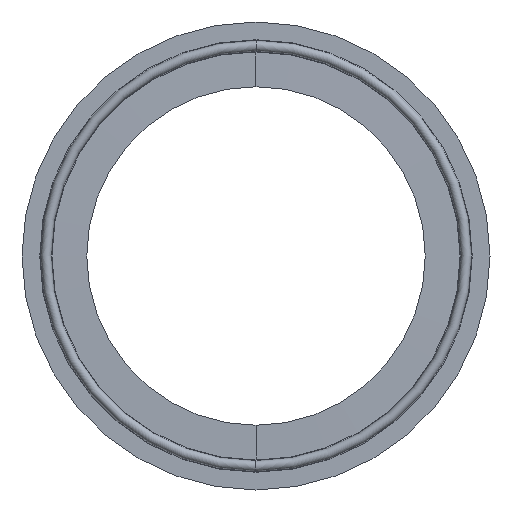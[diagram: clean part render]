
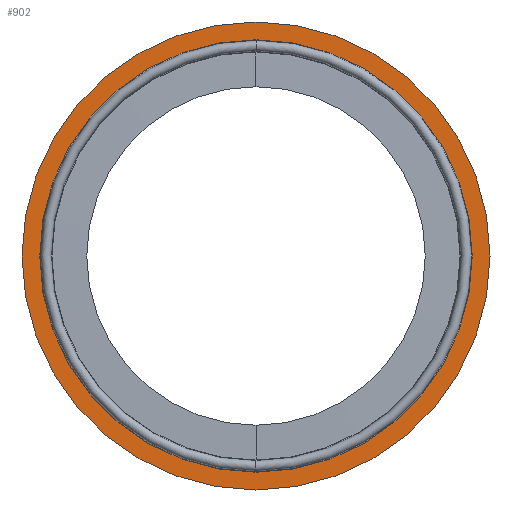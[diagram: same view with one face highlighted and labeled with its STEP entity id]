
A CAD part, left-side view. The second image highlights one B-rep face of the part: STEP entity #902.
In plain terms, the highlighted planar face has unit normal (-1, 0, 0).
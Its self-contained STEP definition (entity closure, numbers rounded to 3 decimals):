
#4 = DIRECTION ( 'NONE',  ( -1., 0., 0. ) ) ;
#76 = AXIS2_PLACEMENT_3D ( 'NONE', #417, #282, #698 ) ;
#98 = DIRECTION ( 'NONE',  ( 0., 0., -1. ) ) ;
#108 = FACE_OUTER_BOUND ( 'NONE', #576, .T. ) ;
#109 = DIRECTION ( 'NONE',  ( 0., 0., -1. ) ) ;
#121 = AXIS2_PLACEMENT_3D ( 'NONE', #738, #812, #109 ) ;
#148 = DIRECTION ( 'NONE',  ( 0., 0., 1. ) ) ;
#158 = DIRECTION ( 'NONE',  ( 1., 0., 0. ) ) ;
#167 = VERTEX_POINT ( 'NONE', #577 ) ;
#193 = VERTEX_POINT ( 'NONE', #359 ) ;
#210 = AXIS2_PLACEMENT_3D ( 'NONE', #592, #303, #871 ) ;
#252 = AXIS2_PLACEMENT_3D ( 'NONE', #794, #158, #98 ) ;
#255 = CIRCLE ( 'NONE', #285, 54. ) ;
#282 = DIRECTION ( 'NONE',  ( 1., 0., 0. ) ) ;
#283 = ORIENTED_EDGE ( 'NONE', *, *, #639, .T. ) ;
#285 = AXIS2_PLACEMENT_3D ( 'NONE', #786, #4, #148 ) ;
#303 = DIRECTION ( 'NONE',  ( -1., 0., 0. ) ) ;
#318 = CIRCLE ( 'NONE', #121, 49.9 ) ;
#359 = CARTESIAN_POINT ( 'NONE',  ( -0.9, 0., -54. ) ) ;
#398 = ORIENTED_EDGE ( 'NONE', *, *, #414, .T. ) ;
#414 = EDGE_CURVE ( 'NONE', #860, #167, #422, .T. ) ;
#417 = CARTESIAN_POINT ( 'NONE',  ( -0.9, 0., 0. ) ) ;
#422 = CIRCLE ( 'NONE', #76, 49.9 ) ;
#436 = EDGE_LOOP ( 'NONE', ( #653, #398 ) ) ;
#471 = ORIENTED_EDGE ( 'NONE', *, *, #533, .T. ) ;
#533 = EDGE_CURVE ( 'NONE', #683, #193, #255, .T. ) ;
#576 = EDGE_LOOP ( 'NONE', ( #471, #283 ) ) ;
#577 = CARTESIAN_POINT ( 'NONE',  ( -0.9, 0., -49.9 ) ) ;
#592 = CARTESIAN_POINT ( 'NONE',  ( -0.9, 0., 0. ) ) ;
#606 = CIRCLE ( 'NONE', #210, 54. ) ;
#639 = EDGE_CURVE ( 'NONE', #193, #683, #606, .T. ) ;
#653 = ORIENTED_EDGE ( 'NONE', *, *, #675, .T. ) ;
#675 = EDGE_CURVE ( 'NONE', #167, #860, #318, .T. ) ;
#683 = VERTEX_POINT ( 'NONE', #749 ) ;
#698 = DIRECTION ( 'NONE',  ( 0., 0., -1. ) ) ;
#725 = PLANE ( 'NONE',  #252 ) ;
#731 = FACE_BOUND ( 'NONE', #436, .T. ) ;
#738 = CARTESIAN_POINT ( 'NONE',  ( -0.9, 0., 0. ) ) ;
#749 = CARTESIAN_POINT ( 'NONE',  ( -0.9, 0., 54. ) ) ;
#786 = CARTESIAN_POINT ( 'NONE',  ( -0.9, 0., 0. ) ) ;
#794 = CARTESIAN_POINT ( 'NONE',  ( -0.9, 49.7, 0. ) ) ;
#811 = CARTESIAN_POINT ( 'NONE',  ( -0.9, 0., 49.9 ) ) ;
#812 = DIRECTION ( 'NONE',  ( 1., 0., 0. ) ) ;
#860 = VERTEX_POINT ( 'NONE', #811 ) ;
#871 = DIRECTION ( 'NONE',  ( 0., 0., 1. ) ) ;
#902 = ADVANCED_FACE ( 'NONE', ( #731, #108 ), #725, .F. ) ;
